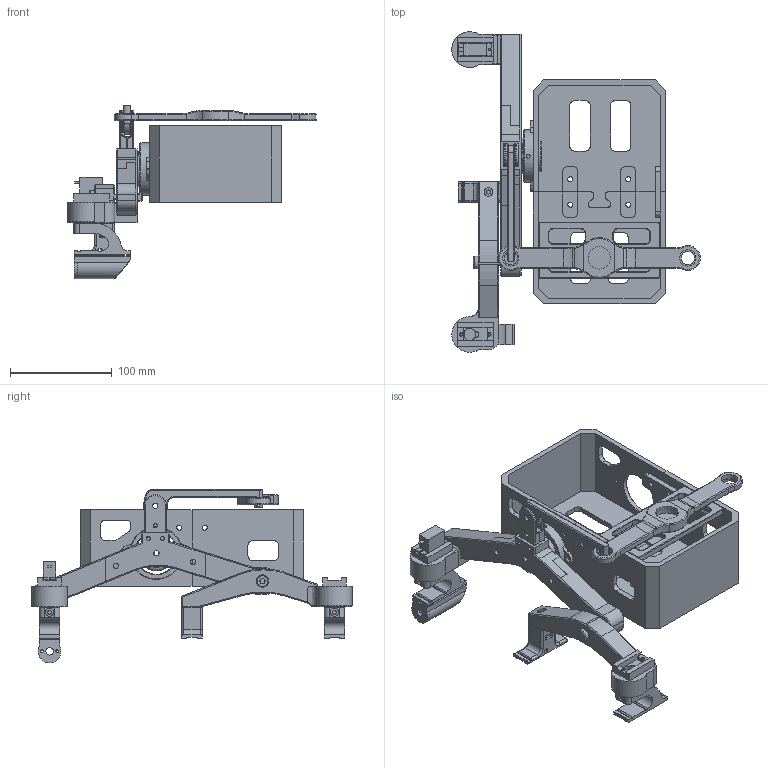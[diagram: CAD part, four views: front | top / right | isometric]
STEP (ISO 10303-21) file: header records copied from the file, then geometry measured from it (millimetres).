
FILE_DESCRIPTION(/* description */ (''),/* implementation_level */ '2;1');
FILE_NAME(/* name */ 'Rover V1.step',/* time_stamp */ '2021-11-17T23:01:33-08:00',/* author */ (''),/* organization */ (''),/* preprocessor_version */ 'ST-DEVELOPER v18.1',/* originating_system */ 'Autodesk Translation Framework v10.10.0.1391',/* authorisation */ '');
FILE_SCHEMA (('AUTOMOTIVE_DESIGN { 1 0 10303 214 3 1 1 }'));
Length unit declared in the file: millimetre
Products named in the file (1): Rover Project
Bounding box: 244.19 x 314.98 x 170.4 mm (x, y, z)
Volume: 705888.1 mm3; surface area: 286744.2 mm2
Topology: 27 solids, 27 shells, 1506 faces, 3930 edges, 2535 vertices
Faces by surface type: plane 699, cylinder 418, bspline 242, torus 110, cone 33, sphere 4
Full cylindrical faces by diameter (mm): 2.4 x2, 2.436 x2, 2.6 x2, 3 x7, 3.88 x4, 3.98 x1, 4 x9, 4.036 x2, 4.1 x2, 4.92 x1, 4.99 x10, 5 x2, 5.1 x6, 5.2 x5, 6 x1, 7.4 x1, 7.9 x2, 8 x6, 8.5 x1, 9 x1, 10.83 x1, 11.7 x2, 12.3 x1, 13.05 x2, 16 x1, 16.01 x1, 16.05 x2, 16.94 x1, 19.35 x2, 19.6 x1
Entity records: 50034 total; most frequent: CARTESIAN_POINT 13653, ORIENTED_EDGE 7860, DIRECTION 6929, EDGE_CURVE 3930, VERTEX_POINT 2535, LINE 2355, VECTOR 2355, AXIS2_PLACEMENT_3D 2287
